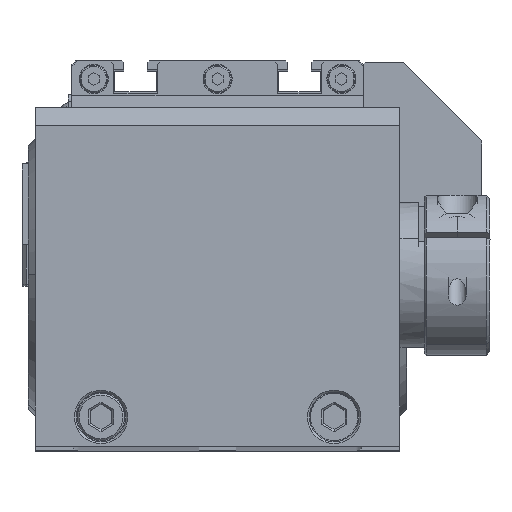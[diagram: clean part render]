
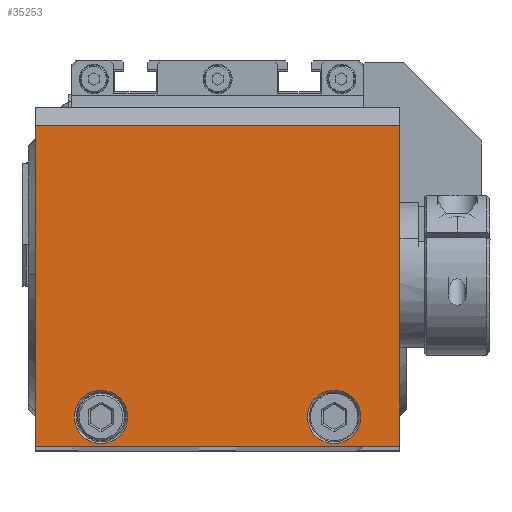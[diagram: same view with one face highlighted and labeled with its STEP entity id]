
A CAD part, top view. The second image highlights one B-rep face of the part: STEP entity #35253.
In plain terms, the highlighted face is planar.
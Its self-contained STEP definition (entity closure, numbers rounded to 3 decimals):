
#517 = CARTESIAN_POINT ( 'NONE',  ( -24.7, 8., -90. ) ) ;
#1937 = DIRECTION ( 'NONE',  ( -1., 0., 0. ) ) ;
#2644 = CARTESIAN_POINT ( 'NONE',  ( 50., 88., -90. ) ) ;
#2943 = DIRECTION ( 'NONE',  ( 1., 0., 0. ) ) ;
#3060 = EDGE_CURVE ( 'NONE', #23087, #21978, #29694, .T. ) ;
#3827 = CARTESIAN_POINT ( 'NONE',  ( 50., 0., -90. ) ) ;
#4732 = VECTOR ( 'NONE', #2943, 1000. ) ;
#5064 = VERTEX_POINT ( 'NONE', #30636 ) ;
#5718 = ORIENTED_EDGE ( 'NONE', *, *, #3060, .T. ) ;
#6112 = AXIS2_PLACEMENT_3D ( 'NONE', #12423, #37923, #18409 ) ;
#6145 = FACE_BOUND ( 'NONE', #42034, .T. ) ;
#6926 = CARTESIAN_POINT ( 'NONE',  ( -50., 0., -90. ) ) ;
#7581 = CARTESIAN_POINT ( 'NONE',  ( -50., 0., -90. ) ) ;
#7827 = CARTESIAN_POINT ( 'NONE',  ( -32., 8., -90. ) ) ;
#7967 = DIRECTION ( 'NONE',  ( -1., 0., 0. ) ) ;
#9521 = ORIENTED_EDGE ( 'NONE', *, *, #21735, .T. ) ;
#10073 = EDGE_LOOP ( 'NONE', ( #18459, #5718, #10836, #37430 ) ) ;
#10836 = ORIENTED_EDGE ( 'NONE', *, *, #39444, .F. ) ;
#11270 = DIRECTION ( 'NONE',  ( 1., 0., 0. ) ) ;
#11485 = CARTESIAN_POINT ( 'NONE',  ( 50., 0., -90. ) ) ;
#11900 = ORIENTED_EDGE ( 'NONE', *, *, #25896, .T. ) ;
#12085 = VERTEX_POINT ( 'NONE', #3827 ) ;
#12160 = VERTEX_POINT ( 'NONE', #20668 ) ;
#12423 = CARTESIAN_POINT ( 'NONE',  ( 32., 8., -90. ) ) ;
#12933 = EDGE_CURVE ( 'NONE', #30058, #23087, #18659, .T. ) ;
#13026 = CARTESIAN_POINT ( 'NONE',  ( -50., 88., -90. ) ) ;
#13433 = VERTEX_POINT ( 'NONE', #22565 ) ;
#14774 = VERTEX_POINT ( 'NONE', #517 ) ;
#14803 = CARTESIAN_POINT ( 'NONE',  ( -32., 8., -90. ) ) ;
#15134 = CIRCLE ( 'NONE', #20969, 7.3 ) ;
#16051 = EDGE_CURVE ( 'NONE', #30058, #12085, #29132, .T. ) ;
#16124 = AXIS2_PLACEMENT_3D ( 'NONE', #7827, #36767, #7967 ) ;
#17456 = ORIENTED_EDGE ( 'NONE', *, *, #31183, .T. ) ;
#17700 = DIRECTION ( 'NONE',  ( -1., 0., 0. ) ) ;
#18040 = DIRECTION ( 'NONE',  ( 0., 1., 0. ) ) ;
#18409 = DIRECTION ( 'NONE',  ( -1., 0., 0. ) ) ;
#18459 = ORIENTED_EDGE ( 'NONE', *, *, #12933, .T. ) ;
#18659 = LINE ( 'NONE', #6926, #37017 ) ;
#18925 = FACE_BOUND ( 'NONE', #25965, .T. ) ;
#19406 = EDGE_CURVE ( 'NONE', #5064, #14774, #26555, .T. ) ;
#19514 = VECTOR ( 'NONE', #18040, 1000. ) ;
#20503 = VECTOR ( 'NONE', #11270, 1000. ) ;
#20668 = CARTESIAN_POINT ( 'NONE',  ( 24.7, 8., -90. ) ) ;
#20673 = DIRECTION ( 'NONE',  ( 0., 0., 1. ) ) ;
#20969 = AXIS2_PLACEMENT_3D ( 'NONE', #40180, #20673, #37340 ) ;
#21735 = EDGE_CURVE ( 'NONE', #12160, #13433, #15134, .T. ) ;
#21767 = DIRECTION ( 'NONE',  ( 0., 0., 1. ) ) ;
#21978 = VERTEX_POINT ( 'NONE', #2644 ) ;
#22501 = CARTESIAN_POINT ( 'NONE',  ( -50., 88., -90. ) ) ;
#22565 = CARTESIAN_POINT ( 'NONE',  ( 39.3, 8., -90. ) ) ;
#23087 = VERTEX_POINT ( 'NONE', #13026 ) ;
#23887 = CARTESIAN_POINT ( 'NONE',  ( -50., 0., -90. ) ) ;
#24307 = ORIENTED_EDGE ( 'NONE', *, *, #19406, .T. ) ;
#25557 = FACE_OUTER_BOUND ( 'NONE', #10073, .T. ) ;
#25896 = EDGE_CURVE ( 'NONE', #13433, #12160, #28953, .T. ) ;
#25965 = EDGE_LOOP ( 'NONE', ( #9521, #11900 ) ) ;
#26555 = CIRCLE ( 'NONE', #39747, 7.3 ) ;
#28953 = CIRCLE ( 'NONE', #6112, 7.3 ) ;
#29132 = LINE ( 'NONE', #37328, #20503 ) ;
#29694 = LINE ( 'NONE', #22501, #4732 ) ;
#30058 = VERTEX_POINT ( 'NONE', #23887 ) ;
#30636 = CARTESIAN_POINT ( 'NONE',  ( -39.3, 8., -90. ) ) ;
#31183 = EDGE_CURVE ( 'NONE', #14774, #5064, #36224, .T. ) ;
#31727 = LINE ( 'NONE', #11485, #19514 ) ;
#33925 = PLANE ( 'NONE',  #40496 ) ;
#34212 = DIRECTION ( 'NONE',  ( 0., 0., -1. ) ) ;
#35253 = ADVANCED_FACE ( 'NONE', ( #6145, #18925, #25557 ), #33925, .T. ) ;
#36224 = CIRCLE ( 'NONE', #16124, 7.3 ) ;
#36767 = DIRECTION ( 'NONE',  ( 0., 0., 1. ) ) ;
#37017 = VECTOR ( 'NONE', #39016, 1000. ) ;
#37328 = CARTESIAN_POINT ( 'NONE',  ( -50., 0., -90. ) ) ;
#37340 = DIRECTION ( 'NONE',  ( -1., 0., 0. ) ) ;
#37430 = ORIENTED_EDGE ( 'NONE', *, *, #16051, .F. ) ;
#37923 = DIRECTION ( 'NONE',  ( 0., 0., 1. ) ) ;
#39016 = DIRECTION ( 'NONE',  ( 0., 1., 0. ) ) ;
#39444 = EDGE_CURVE ( 'NONE', #12085, #21978, #31727, .T. ) ;
#39747 = AXIS2_PLACEMENT_3D ( 'NONE', #14803, #21767, #1937 ) ;
#40180 = CARTESIAN_POINT ( 'NONE',  ( 32., 8., -90. ) ) ;
#40496 = AXIS2_PLACEMENT_3D ( 'NONE', #7581, #34212, #17700 ) ;
#42034 = EDGE_LOOP ( 'NONE', ( #24307, #17456 ) ) ;
